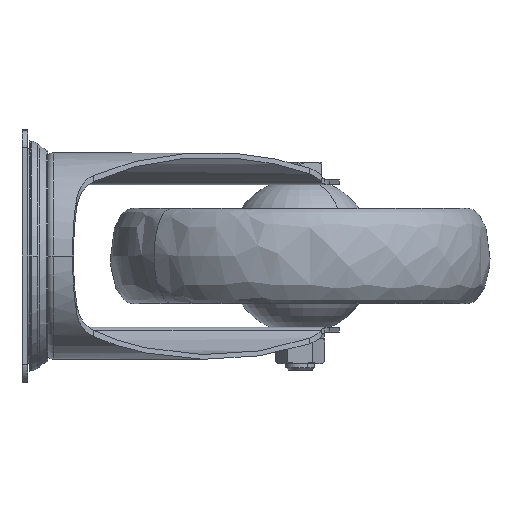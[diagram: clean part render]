
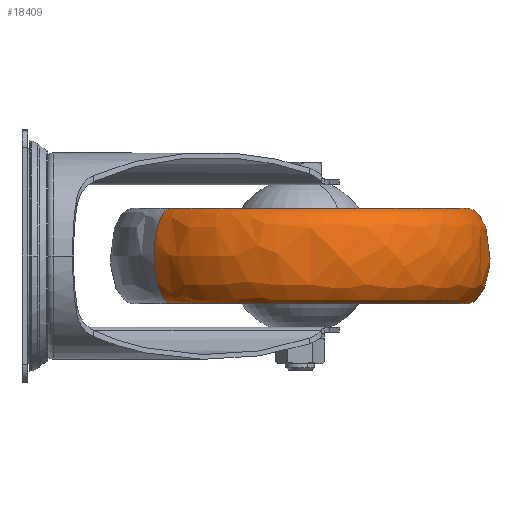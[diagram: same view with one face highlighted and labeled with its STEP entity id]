
A CAD part, left-side view. The second image highlights one B-rep face of the part: STEP entity #18409.
In plain terms, the highlighted free-form (B-spline) face has degree [3, 3] with [4, 4] control points.
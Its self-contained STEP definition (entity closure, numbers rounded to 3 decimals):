
#781 = CARTESIAN_POINT ( 'NONE',  ( -101.454, -153.1, -20. ) ) ;
#1112 = CARTESIAN_POINT ( 'NONE',  ( 52., -117., 20. ) ) ;
#1357 = DIRECTION ( 'NONE',  ( 0.64, -0.768, 0. ) ) ;
#1597 = EDGE_CURVE ( 'NONE', #11852, #10597, #3465, .T. ) ;
#2399 = CARTESIAN_POINT ( 'NONE',  ( -5.294, -48.242, -20. ) ) ;
#2635 = CARTESIAN_POINT ( 'NONE',  ( 109.294, -185.758, -20. ) ) ;
#2781 = CARTESIAN_POINT ( 'NONE',  ( 97.131, -171.161, -20. ) ) ;
#3465 = CIRCLE ( 'NONE', #27901, 70.5 ) ;
#3876 = AXIS2_PLACEMENT_3D ( 'NONE', #1112, #25511, #27588 ) ;
#3889 = CARTESIAN_POINT ( 'NONE',  ( 6.869, -62.839, -20. ) ) ;
#4189 = CARTESIAN_POINT ( 'NONE',  ( 6.869, -62.839, 20. ) ) ;
#4920 = CARTESIAN_POINT ( 'NONE',  ( -11.192, -261.423, 20. ) ) ;
#5914 = CARTESIAN_POINT ( 'NONE',  ( 52., -117., -20. ) ) ;
#6688 = CARTESIAN_POINT ( 'NONE',  ( -5.294, -48.242, 20. ) ) ;
#6834 = CARTESIAN_POINT ( 'NONE',  ( -142.81, -162.829, -20. ) ) ;
#7121 = CARTESIAN_POINT ( 'NONE',  ( -11.192, -261.423, -20. ) ) ;
#8872 = CARTESIAN_POINT ( 'NONE',  ( -5.294, -48.242, -20. ) ) ;
#9897 = VERTEX_POINT ( 'NONE', #28149 ) ;
#10597 = VERTEX_POINT ( 'NONE', #3889 ) ;
#11327 = CARTESIAN_POINT ( 'NONE',  ( 97.131, -171.161, 20. ) ) ;
#11720 = CARTESIAN_POINT ( 'NONE',  ( 109.294, -185.758, 20. ) ) ;
#11852 = VERTEX_POINT ( 'NONE', #16667 ) ;
#12703 =( BOUNDED_CURVE ( )  B_SPLINE_CURVE ( 3, ( #21954, #8872, #6688, #4189 ),
 .UNSPECIFIED., .F., .F. ) 
 B_SPLINE_CURVE_WITH_KNOTS ( ( 4, 4 ),
 ( 0., 1. ),
 .UNSPECIFIED. ) 
 CURVE ( )  GEOMETRIC_REPRESENTATION_ITEM ( )  RATIONAL_B_SPLINE_CURVE ( ( 1., 0.333, 0.333, 1. ) ) 
 REPRESENTATION_ITEM ( '' )  );
#12888 =( BOUNDED_CURVE ( )  B_SPLINE_CURVE ( 3, ( #2781, #2635, #11720, #20697 ),
 .UNSPECIFIED., .F., .F. ) 
 B_SPLINE_CURVE_WITH_KNOTS ( ( 4, 4 ),
 ( 0., 1. ),
 .UNSPECIFIED. ) 
 CURVE ( )  GEOMETRIC_REPRESENTATION_ITEM ( )  RATIONAL_B_SPLINE_CURVE ( ( 1., 0.333, 0.333, 1. ) ) 
 REPRESENTATION_ITEM ( '' )  );
#13572 = CARTESIAN_POINT ( 'NONE',  ( 97.131, -171.161, -20. ) ) ;
#14613 = EDGE_CURVE ( 'NONE', #14964, #9897, #25468, .T. ) ;
#14964 = VERTEX_POINT ( 'NONE', #19160 ) ;
#15789 = CARTESIAN_POINT ( 'NONE',  ( -28.223, -300.346, 20. ) ) ;
#16068 = CARTESIAN_POINT ( 'NONE',  ( 109.294, -185.758, -20. ) ) ;
#16228 = CARTESIAN_POINT ( 'NONE',  ( -28.223, -300.346, -20. ) ) ;
#16359 = ORIENTED_EDGE ( 'NONE', *, *, #1597, .F. ) ;
#16427 =( BOUNDED_SURFACE ( )  B_SPLINE_SURFACE ( 3, 3, ( 
 ( #20901, #781, #7121, #13572 ),
 ( #2399, #6834, #16228, #16068 ),
 ( #18572, #27540, #15789, #25041 ),
 ( #20755, #22967, #4920, #11327 ) ),
 .UNSPECIFIED., .F., .F., .F. ) 
 B_SPLINE_SURFACE_WITH_KNOTS ( ( 4, 4 ),
 ( 4, 4 ),
 ( 0., 1. ),
 ( 0., 1. ),
 .UNSPECIFIED. ) 
 GEOMETRIC_REPRESENTATION_ITEM ( )  RATIONAL_B_SPLINE_SURFACE ( (
 ( 1., 0.333, 0.333, 1.),
 ( 0.333, 0.111, 0.111, 0.333),
 ( 0.333, 0.111, 0.111, 0.333),
 ( 1., 0.333, 0.333, 1.) ) ) 
 REPRESENTATION_ITEM ( '' )  SURFACE ( )  );
#16667 = CARTESIAN_POINT ( 'NONE',  ( 97.131, -171.161, -20. ) ) ;
#16810 = ORIENTED_EDGE ( 'NONE', *, *, #26252, .T. ) ;
#17118 = EDGE_LOOP ( 'NONE', ( #20515, #16359, #16810, #21538 ) ) ;
#18409 = ADVANCED_FACE ( 'NONE', ( #20342 ), #16427, .F. ) ;
#18572 = CARTESIAN_POINT ( 'NONE',  ( -5.294, -48.242, 20. ) ) ;
#19160 = CARTESIAN_POINT ( 'NONE',  ( 6.869, -62.839, 20. ) ) ;
#19435 = DIRECTION ( 'NONE',  ( 0., 0., -1. ) ) ;
#20342 = FACE_OUTER_BOUND ( 'NONE', #17118, .T. ) ;
#20515 = ORIENTED_EDGE ( 'NONE', *, *, #24002, .F. ) ;
#20697 = CARTESIAN_POINT ( 'NONE',  ( 97.131, -171.161, 20. ) ) ;
#20755 = CARTESIAN_POINT ( 'NONE',  ( 6.869, -62.839, 20. ) ) ;
#20901 = CARTESIAN_POINT ( 'NONE',  ( 6.869, -62.839, -20. ) ) ;
#21538 = ORIENTED_EDGE ( 'NONE', *, *, #14613, .F. ) ;
#21954 = CARTESIAN_POINT ( 'NONE',  ( 6.869, -62.839, -20. ) ) ;
#22967 = CARTESIAN_POINT ( 'NONE',  ( -101.454, -153.1, 20. ) ) ;
#24002 = EDGE_CURVE ( 'NONE', #10597, #14964, #12703, .T. ) ;
#25041 = CARTESIAN_POINT ( 'NONE',  ( 109.294, -185.758, 20. ) ) ;
#25468 = CIRCLE ( 'NONE', #3876, 70.5 ) ;
#25511 = DIRECTION ( 'NONE',  ( 0., 0., 1. ) ) ;
#26252 = EDGE_CURVE ( 'NONE', #11852, #9897, #12888, .T. ) ;
#27540 = CARTESIAN_POINT ( 'NONE',  ( -142.81, -162.829, 20. ) ) ;
#27588 = DIRECTION ( 'NONE',  ( 0.64, -0.768, 0. ) ) ;
#27901 = AXIS2_PLACEMENT_3D ( 'NONE', #5914, #19435, #1357 ) ;
#28149 = CARTESIAN_POINT ( 'NONE',  ( 97.131, -171.161, 20. ) ) ;
